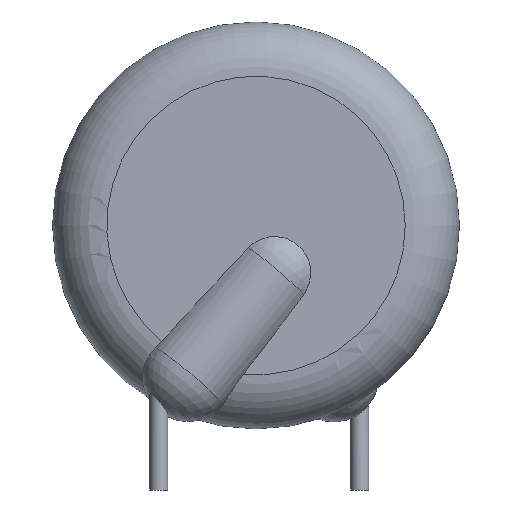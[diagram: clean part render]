
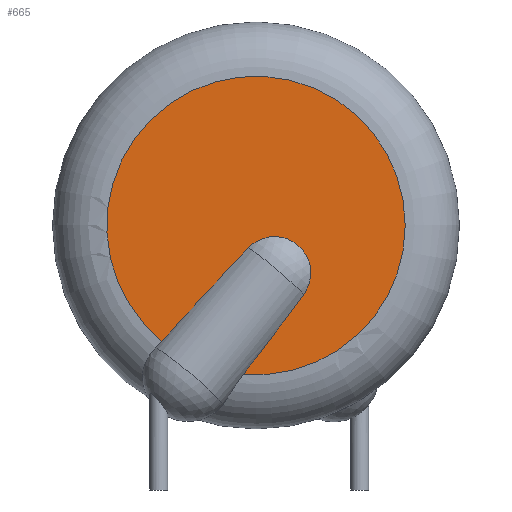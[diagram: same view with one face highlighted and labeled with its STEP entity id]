
A CAD part, front view. The second image highlights one B-rep face of the part: STEP entity #665.
In plain terms, the highlighted planar face has unit normal (0, -1, 0).
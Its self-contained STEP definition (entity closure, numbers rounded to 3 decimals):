
#510 = VERTEX_POINT('',#511);
#511 = CARTESIAN_POINT('',(10.9,0.,9.2));
#518 = EDGE_CURVE('',#519,#510,#521,.T.);
#519 = VERTEX_POINT('',#520);
#520 = CARTESIAN_POINT('',(0.141,0.,
    4.076));
#521 = CIRCLE('',#522,6.6);
#522 = AXIS2_PLACEMENT_3D('',#523,#524,#525);
#523 = CARTESIAN_POINT('',(4.3,0.,9.2));
#524 = DIRECTION('',(0.,1.,0.));
#525 = DIRECTION('',(1.,0.,0.));
#640 = VERTEX_POINT('',#641);
#641 = CARTESIAN_POINT('',(3.746,0.,
    2.623));
#653 = EDGE_CURVE('',#510,#640,#654,.T.);
#654 = CIRCLE('',#655,6.6);
#655 = AXIS2_PLACEMENT_3D('',#656,#657,#658);
#656 = CARTESIAN_POINT('',(4.3,0.,9.2));
#657 = DIRECTION('',(0.,1.,0.));
#658 = DIRECTION('',(1.,0.,0.));
#665 = ADVANCED_FACE('',(#666),#695,.F.);
#666 = FACE_BOUND('',#667,.F.);
#667 = EDGE_LOOP('',(#668,#669,#670,#679,#688));
#668 = ORIENTED_EDGE('',*,*,#518,.T.);
#669 = ORIENTED_EDGE('',*,*,#653,.T.);
#670 = ORIENTED_EDGE('',*,*,#671,.F.);
#671 = EDGE_CURVE('',#672,#640,#674,.T.);
#672 = VERTEX_POINT('',#673);
#673 = CARTESIAN_POINT('',(6.415,0.,
    6.158));
#674 = ELLIPSE('',#675,22.947,2.);
#675 = AXIS2_PLACEMENT_3D('',#676,#677,#678);
#676 = CARTESIAN_POINT('',(-3.674,0.,
    -3.378));
#677 = DIRECTION('',(0.,1.,0.));
#678 = DIRECTION('',(0.643,0.,0.766));
#679 = ORIENTED_EDGE('',*,*,#680,.F.);
#680 = EDGE_CURVE('',#681,#672,#683,.T.);
#681 = VERTEX_POINT('',#682);
#682 = CARTESIAN_POINT('',(3.965,0.,
    8.213));
#683 = CIRCLE('',#684,1.602);
#684 = AXIS2_PLACEMENT_3D('',#685,#686,#687);
#685 = CARTESIAN_POINT('',(5.123,0.,
    7.105));
#686 = DIRECTION('',(0.,1.,0.));
#687 = DIRECTION('',(0.,0.,1.));
#688 = ORIENTED_EDGE('',*,*,#689,.F.);
#689 = EDGE_CURVE('',#519,#681,#690,.T.);
#690 = ELLIPSE('',#691,22.947,2.);
#691 = AXIS2_PLACEMENT_3D('',#692,#693,#694);
#692 = CARTESIAN_POINT('',(-3.674,0.,
    -3.378));
#693 = DIRECTION('',(0.,1.,0.));
#694 = DIRECTION('',(0.643,0.,0.766));
#695 = PLANE('',#696);
#696 = AXIS2_PLACEMENT_3D('',#697,#698,#699);
#697 = CARTESIAN_POINT('',(4.3,0.,9.2));
#698 = DIRECTION('',(0.,1.,0.));
#699 = DIRECTION('',(1.,0.,0.));
